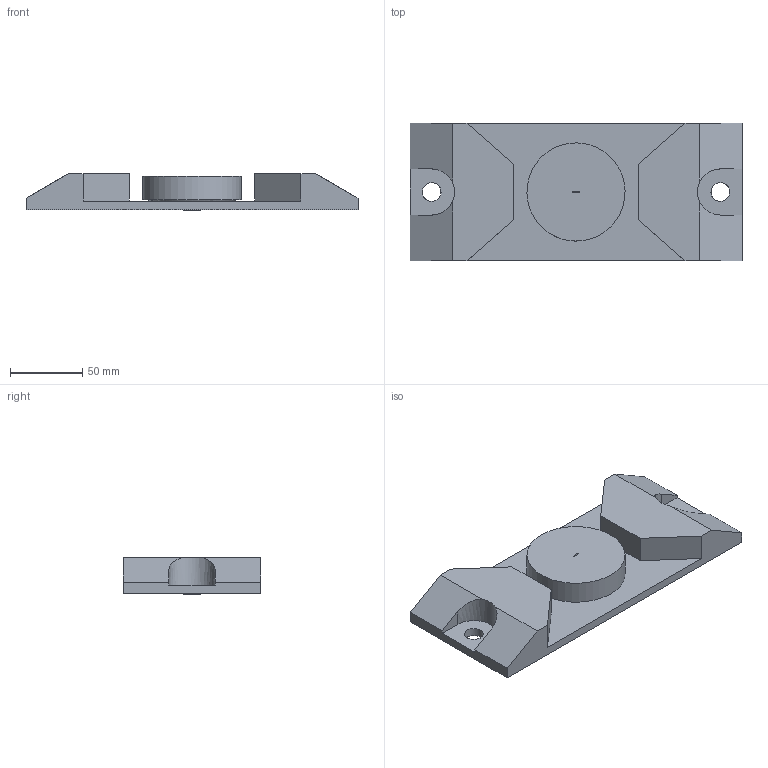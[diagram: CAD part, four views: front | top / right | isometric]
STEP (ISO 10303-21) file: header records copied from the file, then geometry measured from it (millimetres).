
FILE_DESCRIPTION(('STEP AP203'), '1');
FILE_NAME('×åðòåæ1_1', '2015-09-30T12:23:17', (''), (''), 'ASCON STEP Converter 1.3', 'ASCON Math Kernel', '');
FILE_SCHEMA(('CONFIG_CONTROL_DESIGN'));
Length unit declared in the file: millimetre
Products named in the file (2): 3; 4
Assembly tree (1 placements, depth 2):
  3
    4
Bounding box: 230 x 95 x 25.5 mm (x, y, z)
Volume: 333334.1 mm3; surface area: 80251.9 mm2
Topology: 1 solids, 5 shells, 102 faces, 279 edges, 206 vertices
Faces by surface type: plane 53, bspline 49
Entity records: 24732 total; most frequent: CARTESIAN_POINT 21881, ORIENTED_EDGE 464, EDGE_CURVE 232, VERTEX_POINT 204, DIRECTION 178, EDGE_LOOP 176, FACE_BOUND 175, B_SPLINE_CURVE_WITH_KNOTS 156
